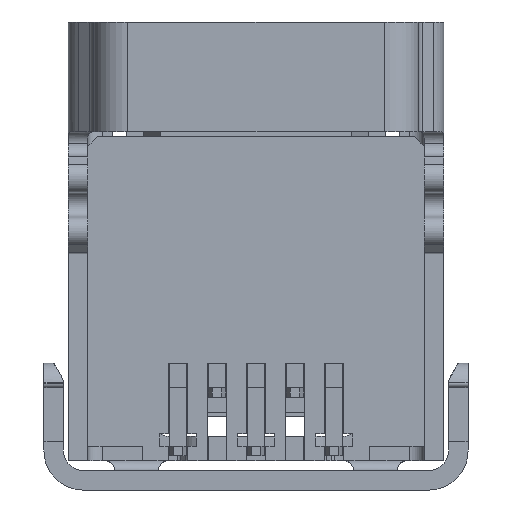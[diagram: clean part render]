
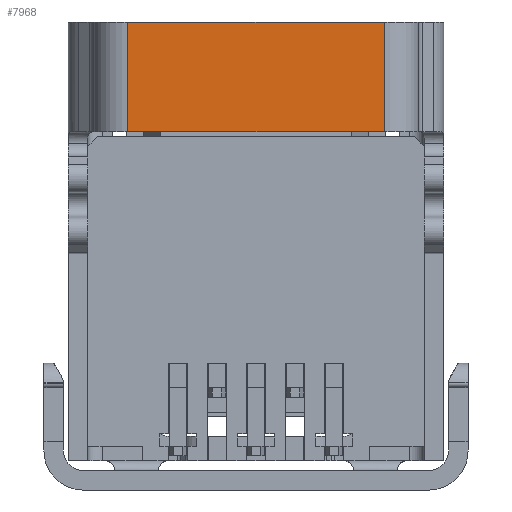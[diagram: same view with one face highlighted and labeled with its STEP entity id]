
A CAD part, front view. The second image highlights one B-rep face of the part: STEP entity #7968.
In plain terms, the highlighted planar face has unit normal (0, -1, 0).
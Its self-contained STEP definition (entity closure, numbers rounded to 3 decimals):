
#234 = PLANE ( 'NONE',  #3243 ) ;
#486 = DIRECTION ( 'NONE',  ( 0., 0., -1. ) ) ;
#2034 = CARTESIAN_POINT ( 'NONE',  ( 3.85, -1.95, -2.25 ) ) ;
#2045 = CARTESIAN_POINT ( 'NONE',  ( 2.635, -1.95, -2.25 ) ) ;
#2234 = DIRECTION ( 'NONE',  ( 0., 0., 1. ) ) ;
#2637 = DIRECTION ( 'NONE',  ( 0., -1., 0. ) ) ;
#2736 = VERTEX_POINT ( 'NONE', #11448 ) ;
#3194 = LINE ( 'NONE', #2034, #14539 ) ;
#3243 = AXIS2_PLACEMENT_3D ( 'NONE', #5297, #2637, #11505 ) ;
#3688 = CARTESIAN_POINT ( 'NONE',  ( 2.635, -1.95, 0. ) ) ;
#3885 = LINE ( 'NONE', #8949, #7502 ) ;
#4343 = ORIENTED_EDGE ( 'NONE', *, *, #5148, .T. ) ;
#4565 = ORIENTED_EDGE ( 'NONE', *, *, #16092, .F. ) ;
#5148 = EDGE_CURVE ( 'NONE', #8184, #12576, #12837, .T. ) ;
#5297 = CARTESIAN_POINT ( 'NONE',  ( 2.635, -1.95, 0. ) ) ;
#5605 = ORIENTED_EDGE ( 'NONE', *, *, #14911, .T. ) ;
#7092 = CARTESIAN_POINT ( 'NONE',  ( 0., -1.95, 0. ) ) ;
#7502 = VECTOR ( 'NONE', #486, 1000. ) ;
#7702 = FACE_OUTER_BOUND ( 'NONE', #10057, .T. ) ;
#7968 = ADVANCED_FACE ( 'NONE', ( #7702 ), #234, .T. ) ;
#8184 = VERTEX_POINT ( 'NONE', #2045 ) ;
#8611 = EDGE_CURVE ( 'NONE', #15838, #2736, #3885, .T. ) ;
#8620 = CARTESIAN_POINT ( 'NONE',  ( 2.635, -1.95, 0. ) ) ;
#8949 = CARTESIAN_POINT ( 'NONE',  ( -2.635, -1.95, 0. ) ) ;
#9817 = VECTOR ( 'NONE', #14099, 1000. ) ;
#10057 = EDGE_LOOP ( 'NONE', ( #4565, #4343, #5605, #14387 ) ) ;
#10217 = VECTOR ( 'NONE', #2234, 1000. ) ;
#10263 = CARTESIAN_POINT ( 'NONE',  ( -2.635, -1.95, 0. ) ) ;
#11448 = CARTESIAN_POINT ( 'NONE',  ( -2.635, -1.95, -2.25 ) ) ;
#11505 = DIRECTION ( 'NONE',  ( 0., 0., -1. ) ) ;
#12576 = VERTEX_POINT ( 'NONE', #3688 ) ;
#12837 = LINE ( 'NONE', #8620, #10217 ) ;
#14099 = DIRECTION ( 'NONE',  ( -1., 0., 0. ) ) ;
#14334 = DIRECTION ( 'NONE',  ( -1., 0., 0. ) ) ;
#14387 = ORIENTED_EDGE ( 'NONE', *, *, #8611, .T. ) ;
#14539 = VECTOR ( 'NONE', #14334, 1000. ) ;
#14911 = EDGE_CURVE ( 'NONE', #12576, #15838, #15424, .T. ) ;
#15424 = LINE ( 'NONE', #7092, #9817 ) ;
#15838 = VERTEX_POINT ( 'NONE', #10263 ) ;
#16092 = EDGE_CURVE ( 'NONE', #8184, #2736, #3194, .T. ) ;
